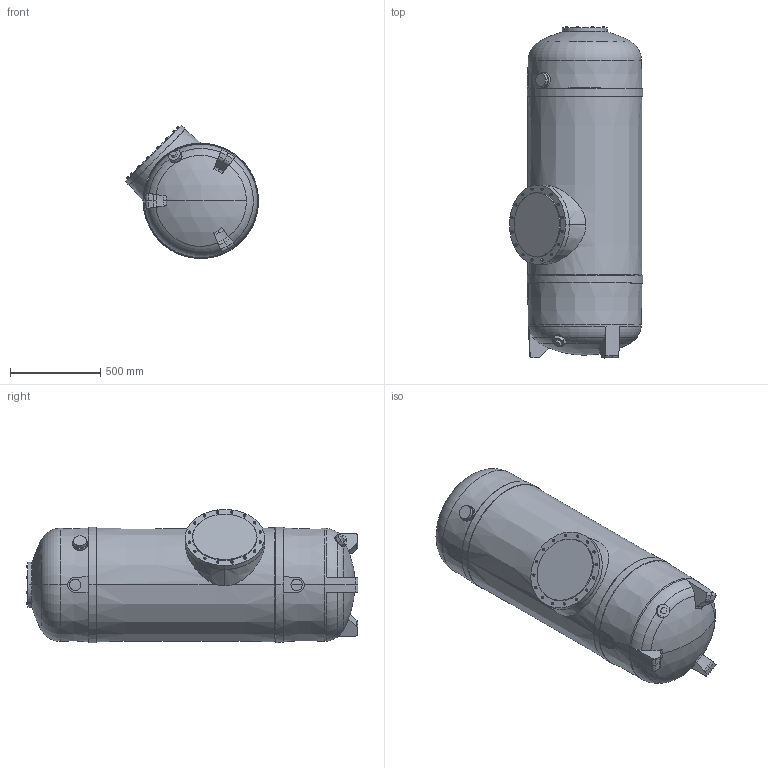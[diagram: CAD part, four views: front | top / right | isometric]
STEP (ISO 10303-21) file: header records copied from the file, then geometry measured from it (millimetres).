
FILE_DESCRIPTION (( 'STEP AP214' ), '1' );
FILE_NAME ('DCH_P_640.STEP', '2019-03-13T11:45:07', ( '' ), ( '' ), 'SwSTEP 2.0', 'SolidWorks 2018', '' );
FILE_SCHEMA (( 'AUTOMOTIVE_DESIGN' ));
Length unit declared in the file: millimetre
Products named in the file (1): DCH_P_640
Bounding box: 738.22 x 1840.56 x 738.22 mm (x, y, z)
Volume: 68310520.6 mm3; surface area: 7829681.6 mm2
Topology: 1 solids, 18 shells, 556 faces, 1312 edges, 843 vertices
Faces by surface type: plane 304, cylinder 121, sphere 48, torus 45, cone 38
Entity records: 21527 total; most frequent: CARTESIAN_POINT 3786, DIRECTION 2906, ORIENTED_EDGE 2584, EDGE_CURVE 1292, AXIS2_PLACEMENT_3D 1089, VERTEX_POINT 831, LINE 728, VECTOR 728
